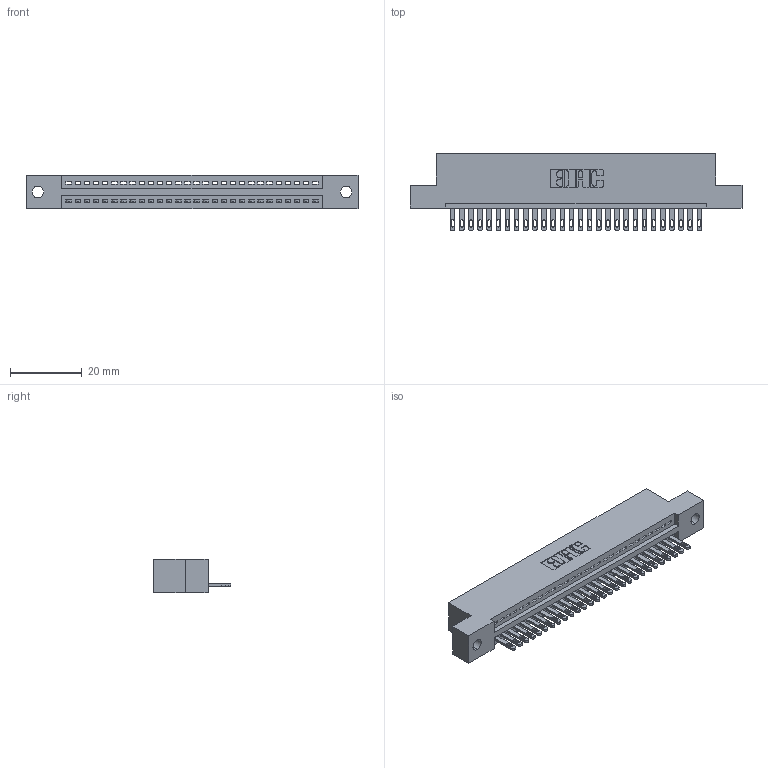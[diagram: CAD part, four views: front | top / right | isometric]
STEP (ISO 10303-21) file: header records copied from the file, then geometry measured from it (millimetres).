
FILE_DESCRIPTION (( 'STEP AP203' ), '1' );
FILE_NAME ('895-028-500-102.STEP', '2020-09-25T15:50:42', ( '' ), ( '' ), 'SwSTEP 2.0', 'SolidWorks 2020', '' );
FILE_SCHEMA (( 'CONFIG_CONTROL_DESIGN' ));
Length unit declared in the file: inch
Products named in the file (3): 845 Part_Flush Mounting Lugs - 0.128 Dia; 895-028-500-102; 345-292-001_345-293-100
Assembly tree (29 placements, depth 2):
  895-028-500-102
    845 Part_Flush Mounting Lugs - 0.128 Dia
    345-292-001_345-293-100  x28
Bounding box: 92.33 x 21.51 x 9.4 mm (x, y, z)
Volume: 8635.5 mm3; surface area: 11076.9 mm2
Topology: 29 solids, 29 shells, 1638 faces, 5045 edges, 3362 vertices
Faces by surface type: plane 1032, cylinder 606
Entity records: 22891 total; most frequent: CARTESIAN_POINT 3972, ORIENTED_EDGE 3934, DIRECTION 3491, EDGE_CURVE 1967, LINE 1719, VECTOR 1719, VERTEX_POINT 1310, AXIS2_PLACEMENT_3D 886
